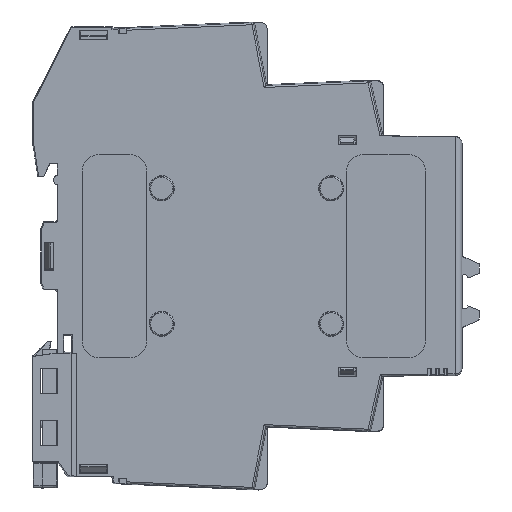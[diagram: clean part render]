
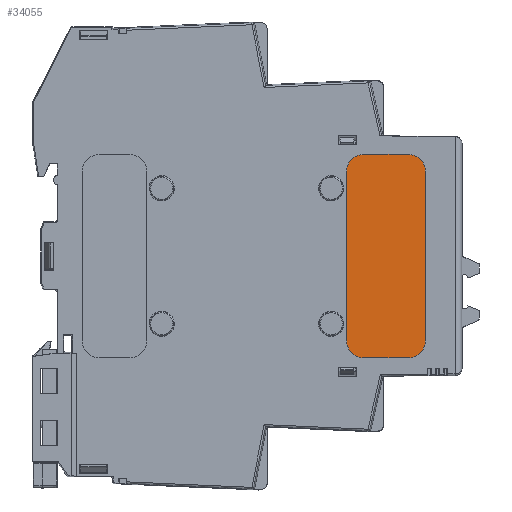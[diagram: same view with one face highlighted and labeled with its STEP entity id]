
A CAD part, front view. The second image highlights one B-rep face of the part: STEP entity #34055.
In plain terms, the highlighted planar face has unit normal (0, -1, 0).
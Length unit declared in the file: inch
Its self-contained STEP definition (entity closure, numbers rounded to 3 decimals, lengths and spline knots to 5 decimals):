
#1176 = VERTEX_POINT ( 'NONE', #26296 ) ;
#2331 = FACE_OUTER_BOUND ( 'NONE', #65650, .T. ) ;
#5774 = CARTESIAN_POINT ( 'NONE',  ( 0.7765, 0.16, -1.86684 ) ) ;
#7331 = CARTESIAN_POINT ( 'NONE',  ( 0.7765, 0.16, -1.74184 ) ) ;
#7666 = VECTOR ( 'NONE', #94101, 39.37008 ) ;
#8276 = VERTEX_POINT ( 'NONE', #95483 ) ;
#11437 = EDGE_CURVE ( 'NONE', #12481, #44066, #102945, .T. ) ;
#12481 = VERTEX_POINT ( 'NONE', #62476 ) ;
#16765 = VECTOR ( 'NONE', #141298, 39.37008 ) ;
#18564 = DIRECTION ( 'NONE',  ( 0., 0., -1. ) ) ;
#18900 = ORIENTED_EDGE ( 'NONE', *, *, #33077, .T. ) ;
#19711 = CARTESIAN_POINT ( 'NONE',  ( 0.9015, 0.16, -1.74184 ) ) ;
#19958 = VERTEX_POINT ( 'NONE', #5774 ) ;
#26296 = CARTESIAN_POINT ( 'NONE',  ( 0.9015, 0.16, -0.49184 ) ) ;
#27074 = CARTESIAN_POINT ( 'NONE',  ( 0.3215, 0.16, -0.49184 ) ) ;
#27621 = EDGE_CURVE ( 'NONE', #1176, #8276, #53863, .T. ) ;
#29000 = VECTOR ( 'NONE', #45105, 39.37008 ) ;
#31332 = AXIS2_PLACEMENT_3D ( 'NONE', #119969, #53326, #131242 ) ;
#32464 = LINE ( 'NONE', #67654, #121190 ) ;
#33077 = EDGE_CURVE ( 'NONE', #19958, #89855, #99271, .T. ) ;
#34055 = ADVANCED_FACE ( 'NONE', ( #2331 ), #127199, .F. ) ;
#38505 = DIRECTION ( 'NONE',  ( 0., -1., 0. ) ) ;
#38631 = CARTESIAN_POINT ( 'NONE',  ( 0.9015, 0.16, -1.74184 ) ) ;
#39151 = CARTESIAN_POINT ( 'NONE',  ( 0.7765, 0.16, -1.74184 ) ) ;
#41050 = CARTESIAN_POINT ( 'NONE',  ( 0.4465, 0.16, -0.36684 ) ) ;
#41848 = EDGE_CURVE ( 'NONE', #84462, #12481, #143942, .T. ) ;
#44066 = VERTEX_POINT ( 'NONE', #65329 ) ;
#45105 = DIRECTION ( 'NONE',  ( 0., 0., -1. ) ) ;
#47627 = ORIENTED_EDGE ( 'NONE', *, *, #11437, .T. ) ;
#48482 = EDGE_CURVE ( 'NONE', #68682, #84462, #64310, .T. ) ;
#49020 = AXIS2_PLACEMENT_3D ( 'NONE', #7331, #85131, #18564 ) ;
#50287 = DIRECTION ( 'NONE',  ( 0., 0., 1. ) ) ;
#53326 = DIRECTION ( 'NONE',  ( 0., -1., 0. ) ) ;
#53863 = CIRCLE ( 'NONE', #31332, 0.125 ) ;
#54725 = ORIENTED_EDGE ( 'NONE', *, *, #136604, .T. ) ;
#60421 = ORIENTED_EDGE ( 'NONE', *, *, #139265, .T. ) ;
#62476 = CARTESIAN_POINT ( 'NONE',  ( 0.3215, 0.16, -1.74184 ) ) ;
#64310 = CIRCLE ( 'NONE', #135247, 0.125 ) ;
#65329 = CARTESIAN_POINT ( 'NONE',  ( 0.4465, 0.16, -1.86684 ) ) ;
#65650 = EDGE_LOOP ( 'NONE', ( #54725, #104849, #80676, #47627, #60421, #18900, #69468, #94617 ) ) ;
#65878 = CARTESIAN_POINT ( 'NONE',  ( 0.4465, 0.16, -0.49184 ) ) ;
#67654 = CARTESIAN_POINT ( 'NONE',  ( 0.7765, 0.16, -0.36684 ) ) ;
#68682 = VERTEX_POINT ( 'NONE', #41050 ) ;
#69468 = ORIENTED_EDGE ( 'NONE', *, *, #133742, .T. ) ;
#70244 = LINE ( 'NONE', #38631, #7666 ) ;
#77159 = DIRECTION ( 'NONE',  ( 0., 0., -1. ) ) ;
#78912 = DIRECTION ( 'NONE',  ( -1., 0., 0. ) ) ;
#80676 = ORIENTED_EDGE ( 'NONE', *, *, #41848, .T. ) ;
#84462 = VERTEX_POINT ( 'NONE', #27074 ) ;
#85131 = DIRECTION ( 'NONE',  ( 0., -1., 0. ) ) ;
#89855 = VERTEX_POINT ( 'NONE', #19711 ) ;
#94101 = DIRECTION ( 'NONE',  ( 0., 0., 1. ) ) ;
#94617 = ORIENTED_EDGE ( 'NONE', *, *, #27621, .T. ) ;
#95483 = CARTESIAN_POINT ( 'NONE',  ( 0.7765, 0.16, -0.36684 ) ) ;
#96047 = CARTESIAN_POINT ( 'NONE',  ( 0.7765, 0.16, -1.86684 ) ) ;
#99271 = CIRCLE ( 'NONE', #49020, 0.125 ) ;
#102945 = CIRCLE ( 'NONE', #132414, 0.125 ) ;
#104849 = ORIENTED_EDGE ( 'NONE', *, *, #48482, .T. ) ;
#105221 = CARTESIAN_POINT ( 'NONE',  ( 0.4465, 0.16, -1.74184 ) ) ;
#114402 = AXIS2_PLACEMENT_3D ( 'NONE', #39151, #116932, #50287 ) ;
#116349 = DIRECTION ( 'NONE',  ( 0., 0., -1. ) ) ;
#116932 = DIRECTION ( 'NONE',  ( 0., 1., 0. ) ) ;
#119969 = CARTESIAN_POINT ( 'NONE',  ( 0.7765, 0.16, -0.49184 ) ) ;
#121190 = VECTOR ( 'NONE', #78912, 39.37008 ) ;
#122874 = CARTESIAN_POINT ( 'NONE',  ( 0.3215, 0.16, -1.74184 ) ) ;
#127199 = PLANE ( 'NONE',  #114402 ) ;
#131242 = DIRECTION ( 'NONE',  ( 0., 0., -1. ) ) ;
#131627 = LINE ( 'NONE', #96047, #16765 ) ;
#132414 = AXIS2_PLACEMENT_3D ( 'NONE', #105221, #38505, #116349 ) ;
#133742 = EDGE_CURVE ( 'NONE', #89855, #1176, #70244, .T. ) ;
#135247 = AXIS2_PLACEMENT_3D ( 'NONE', #65878, #143864, #77159 ) ;
#136604 = EDGE_CURVE ( 'NONE', #8276, #68682, #32464, .T. ) ;
#139265 = EDGE_CURVE ( 'NONE', #44066, #19958, #131627, .T. ) ;
#141298 = DIRECTION ( 'NONE',  ( 1., 0., 0. ) ) ;
#143864 = DIRECTION ( 'NONE',  ( 0., -1., 0. ) ) ;
#143942 = LINE ( 'NONE', #122874, #29000 ) ;
